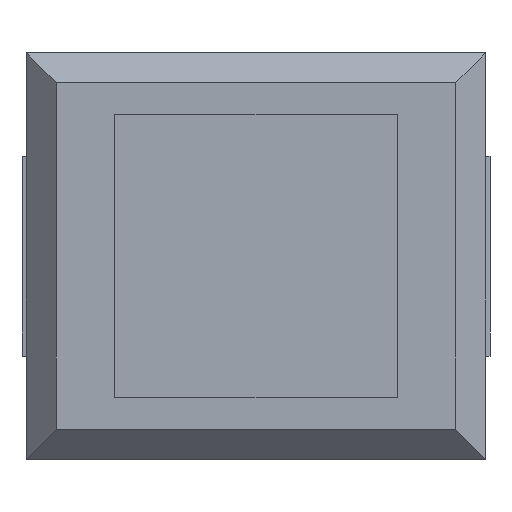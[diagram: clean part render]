
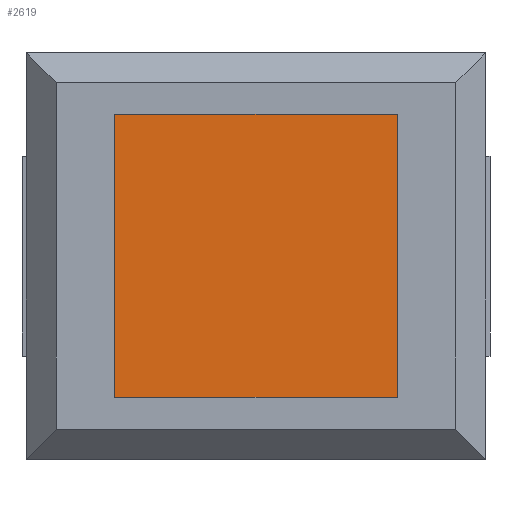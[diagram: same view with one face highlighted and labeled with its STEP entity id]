
A CAD part, top view. The second image highlights one B-rep face of the part: STEP entity #2619.
In plain terms, the highlighted planar face has unit normal (0, 0, 1).
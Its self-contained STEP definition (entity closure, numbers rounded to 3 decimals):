
#2518=CARTESIAN_POINT('',(-4.25,4.25,20.1));
#2519=VERTEX_POINT('',#2518);
#2526=CARTESIAN_POINT('',(4.25,4.25,20.1));
#2527=VERTEX_POINT('',#2526);
#2528=CARTESIAN_POINT('',(-4.25,4.25,20.1));
#2529=DIRECTION('',(1.,0.,0.));
#2530=VECTOR('',#2529,8.5);
#2531=LINE('',#2528,#2530);
#2532=EDGE_CURVE('',#2519,#2527,#2531,.T.);
#2549=CARTESIAN_POINT('',(-4.25,-4.25,20.1));
#2550=VERTEX_POINT('',#2549);
#2557=CARTESIAN_POINT('',(-4.25,-4.25,20.1));
#2558=DIRECTION('',(-0.,1.,0.));
#2559=VECTOR('',#2558,8.5);
#2560=LINE('',#2557,#2559);
#2561=EDGE_CURVE('',#2550,#2519,#2560,.T.);
#2573=CARTESIAN_POINT('',(4.25,-4.25,20.1));
#2574=VERTEX_POINT('',#2573);
#2581=CARTESIAN_POINT('',(4.25,-4.25,20.1));
#2582=DIRECTION('',(-1.,-0.,0.));
#2583=VECTOR('',#2582,8.5);
#2584=LINE('',#2581,#2583);
#2585=EDGE_CURVE('',#2574,#2550,#2584,.T.);
#2598=CARTESIAN_POINT('',(4.25,4.25,20.1));
#2599=DIRECTION('',(0.,-1.,0.));
#2600=VECTOR('',#2599,8.5);
#2601=LINE('',#2598,#2600);
#2602=EDGE_CURVE('',#2527,#2574,#2601,.T.);
#2608=CARTESIAN_POINT('',(0.,0.,20.1));
#2609=DIRECTION('',(0.,0.,1.));
#2610=DIRECTION('',(1.,0.,0.));
#2611=AXIS2_PLACEMENT_3D('',#2608,#2609,#2610);
#2612=PLANE('',#2611);
#2613=ORIENTED_EDGE('',*,*,#2532,.F.);
#2614=ORIENTED_EDGE('',*,*,#2561,.F.);
#2615=ORIENTED_EDGE('',*,*,#2585,.F.);
#2616=ORIENTED_EDGE('',*,*,#2602,.F.);
#2617=EDGE_LOOP('',(#2613,#2614,#2615,#2616));
#2618=FACE_BOUND('',#2617,.T.);
#2619=ADVANCED_FACE('',(#2618),#2612,.T.);
